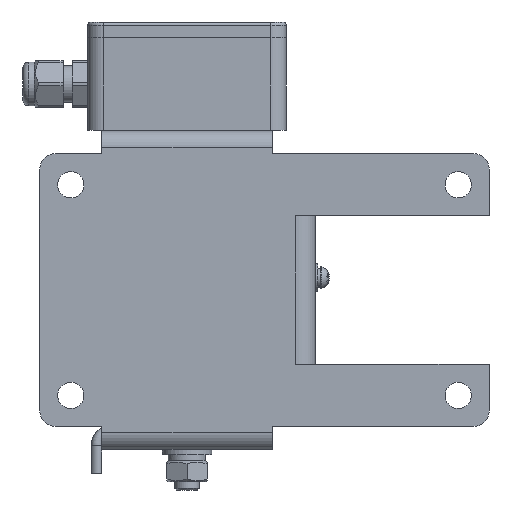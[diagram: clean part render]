
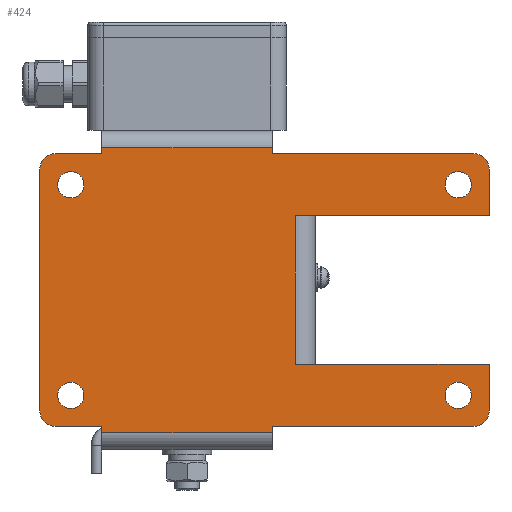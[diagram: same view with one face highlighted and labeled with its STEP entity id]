
A CAD part, front view. The second image highlights one B-rep face of the part: STEP entity #424.
In plain terms, the highlighted planar face has unit normal (0, -1, 0).
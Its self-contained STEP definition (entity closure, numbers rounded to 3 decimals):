
#424=ADVANCED_FACE('',(#1372,#1374,#1376,#1378,#1380),#1382,.T.);
#1372=FACE_BOUND('',#1373,.T.);
#1373=EDGE_LOOP('',(#17531));
#1374=FACE_BOUND('',#1375,.T.);
#1375=EDGE_LOOP('',(#17532));
#1376=FACE_BOUND('',#1377,.T.);
#1377=EDGE_LOOP('',(#17533));
#1378=FACE_BOUND('',#1379,.T.);
#1379=EDGE_LOOP('',(#17534));
#1380=FACE_OUTER_BOUND('',#1381,.T.);
#1381=EDGE_LOOP('',(#17535,#17536,#17537,#17538,#17539,#17540,#17541,#17542,#17543,
#17544,#17545,#17546,#17547,#17548,#17549,#17550,#17551,#17552,#17553,#17554));
#1382=PLANE('',#1383);
#1383=AXIS2_PLACEMENT_3D('',#1384,#1385,#1386);
#1384=CARTESIAN_POINT('',(-87.,0.,-5.55));
#1385=DIRECTION('',(0.,-1.,0.));
#1386=DIRECTION('',(0.,0.,-1.));
#17531=ORIENTED_EDGE('',*,*,#21649,.T.);
#17532=ORIENTED_EDGE('',*,*,#21650,.T.);
#17533=ORIENTED_EDGE('',*,*,#21651,.T.);
#17534=ORIENTED_EDGE('',*,*,#21652,.T.);
#17535=ORIENTED_EDGE('',*,*,#21618,.F.);
#17536=ORIENTED_EDGE('',*,*,#21653,.T.);
#17537=ORIENTED_EDGE('',*,*,#21654,.F.);
#17538=ORIENTED_EDGE('',*,*,#21655,.F.);
#17539=ORIENTED_EDGE('',*,*,#21656,.T.);
#17540=ORIENTED_EDGE('',*,*,#21657,.T.);
#17541=ORIENTED_EDGE('',*,*,#21658,.F.);
#17542=ORIENTED_EDGE('',*,*,#21659,.T.);
#17543=ORIENTED_EDGE('',*,*,#21660,.T.);
#17544=ORIENTED_EDGE('',*,*,#21661,.F.);
#17545=ORIENTED_EDGE('',*,*,#21662,.T.);
#17546=ORIENTED_EDGE('',*,*,#21663,.F.);
#17547=ORIENTED_EDGE('',*,*,#21664,.T.);
#17548=ORIENTED_EDGE('',*,*,#21665,.T.);
#17549=ORIENTED_EDGE('',*,*,#21666,.T.);
#17550=ORIENTED_EDGE('',*,*,#21667,.T.);
#17551=ORIENTED_EDGE('',*,*,#21668,.T.);
#17552=ORIENTED_EDGE('',*,*,#21669,.F.);
#17553=ORIENTED_EDGE('',*,*,#21670,.F.);
#17554=ORIENTED_EDGE('',*,*,#21671,.T.);
#21618=EDGE_CURVE('',#23656,#23657,#23658,.F.);
#21649=EDGE_CURVE('',#23712,#23712,#23713,.F.);
#21650=EDGE_CURVE('',#23714,#23714,#23715,.F.);
#21651=EDGE_CURVE('',#23716,#23716,#23717,.F.);
#21652=EDGE_CURVE('',#23718,#23718,#23719,.F.);
#21653=EDGE_CURVE('',#23656,#23720,#23721,.F.);
#21654=EDGE_CURVE('',#23722,#23720,#23723,.T.);
#21655=EDGE_CURVE('',#23724,#23722,#23725,.T.);
#21656=EDGE_CURVE('',#23724,#23726,#23727,.F.);
#21657=EDGE_CURVE('',#23726,#23728,#23729,.F.);
#21658=EDGE_CURVE('',#23730,#23728,#23731,.T.);
#21659=EDGE_CURVE('',#23730,#23732,#23733,.F.);
#21660=EDGE_CURVE('',#23732,#23734,#23735,.F.);
#21661=EDGE_CURVE('',#23736,#23734,#23737,.T.);
#21662=EDGE_CURVE('',#23736,#23738,#23739,.T.);
#21663=EDGE_CURVE('',#23740,#23738,#23741,.T.);
#21664=EDGE_CURVE('',#23740,#23742,#23743,.F.);
#21665=EDGE_CURVE('',#23742,#23744,#23745,.F.);
#21666=EDGE_CURVE('',#23744,#23746,#23747,.T.);
#21667=EDGE_CURVE('',#23746,#23748,#23749,.F.);
#21668=EDGE_CURVE('',#23748,#23750,#23751,.F.);
#21669=EDGE_CURVE('',#23752,#23750,#23753,.F.);
#21670=EDGE_CURVE('',#23754,#23752,#23755,.T.);
#21671=EDGE_CURVE('',#23754,#23657,#23756,.F.);
#23656=VERTEX_POINT('',#27117);
#23657=VERTEX_POINT('',#27118);
#23658=LINE('',#27119,#27120);
#23712=VERTEX_POINT('',#27245);
#23713=CIRCLE('',#27246,4.25);
#23714=VERTEX_POINT('',#27250);
#23715=CIRCLE('',#27251,4.25);
#23716=VERTEX_POINT('',#27255);
#23717=CIRCLE('',#27256,4.25);
#23718=VERTEX_POINT('',#27260);
#23719=CIRCLE('',#27261,4.25);
#23720=VERTEX_POINT('',#27265);
#23721=LINE('',#27266,#27267);
#23722=VERTEX_POINT('',#27269);
#23723=LINE('',#27270,#27271);
#23724=VERTEX_POINT('',#27273);
#23725=CIRCLE('',#27274,5.);
#23726=VERTEX_POINT('',#27278);
#23727=LINE('',#27279,#27280);
#23728=VERTEX_POINT('',#27282);
#23729=LINE('',#27283,#27284);
#23730=VERTEX_POINT('',#27286);
#23731=LINE('',#27287,#27288);
#23732=VERTEX_POINT('',#27290);
#23733=LINE('',#27291,#27292);
#23734=VERTEX_POINT('',#27294);
#23735=LINE('',#27295,#27296);
#23736=VERTEX_POINT('',#27298);
#23737=CIRCLE('',#27299,5.);
#23738=VERTEX_POINT('',#27303);
#23739=LINE('',#27304,#27305);
#23740=VERTEX_POINT('',#27307);
#23741=CIRCLE('',#27308,5.);
#23742=VERTEX_POINT('',#27312);
#23743=LINE('',#27313,#27314);
#23744=VERTEX_POINT('',#27316);
#23745=LINE('',#27317,#27318);
#23746=VERTEX_POINT('',#27320);
#23747=LINE('',#27321,#27322);
#23748=VERTEX_POINT('',#27324);
#23749=LINE('',#27325,#27326);
#23750=VERTEX_POINT('',#27328);
#23751=LINE('',#27329,#27330);
#23752=VERTEX_POINT('',#27332);
#23753=CIRCLE('',#27333,5.);
#23754=VERTEX_POINT('',#27337);
#23755=LINE('',#27338,#27339);
#23756=LINE('',#27341,#27342);
#27117=CARTESIAN_POINT('',(-4.55,0.,-27.5));
#27118=CARTESIAN_POINT('',(-4.55,0.,-75.5));
#27119=CARTESIAN_POINT('',(-4.55,0.,-75.5));
#27120=VECTOR('',#27121,1.);
#27121=DIRECTION('',(0.,0.,1.));
#27245=CARTESIAN_POINT('',(-77.,0.,-89.75));
#27246=AXIS2_PLACEMENT_3D('',#27247,#27248,#27249);
#27247=CARTESIAN_POINT('',(-77.,0.,-85.5));
#27248=DIRECTION('',(0.,-1.,0.));
#27249=DIRECTION('',(0.,0.,-1.));
#27250=CARTESIAN_POINT('',(-77.,0.,-21.75));
#27251=AXIS2_PLACEMENT_3D('',#27252,#27253,#27254);
#27252=CARTESIAN_POINT('',(-77.,0.,-17.5));
#27253=DIRECTION('',(0.,-1.,0.));
#27254=DIRECTION('',(0.,0.,-1.));
#27255=CARTESIAN_POINT('',(48.,0.,-89.75));
#27256=AXIS2_PLACEMENT_3D('',#27257,#27258,#27259);
#27257=CARTESIAN_POINT('',(48.,0.,-85.5));
#27258=DIRECTION('',(0.,-1.,0.));
#27259=DIRECTION('',(0.,0.,-1.));
#27260=CARTESIAN_POINT('',(48.,0.,-21.75));
#27261=AXIS2_PLACEMENT_3D('',#27262,#27263,#27264);
#27262=CARTESIAN_POINT('',(48.,0.,-17.5));
#27263=DIRECTION('',(0.,-1.,0.));
#27264=DIRECTION('',(0.,0.,-1.));
#27265=CARTESIAN_POINT('',(58.,0.,-27.5));
#27266=CARTESIAN_POINT('',(58.,0.,-27.5));
#27267=VECTOR('',#27268,1.);
#27268=DIRECTION('',(-1.,0.,0.));
#27269=CARTESIAN_POINT('',(58.,0.,-12.5));
#27270=CARTESIAN_POINT('',(58.,0.,-12.5));
#27271=VECTOR('',#27272,1.);
#27272=DIRECTION('',(0.,0.,-1.));
#27273=CARTESIAN_POINT('',(53.,0.,-7.5));
#27274=AXIS2_PLACEMENT_3D('',#27275,#27276,#27277);
#27275=CARTESIAN_POINT('',(53.,0.,-12.5));
#27276=DIRECTION('',(0.,1.,0.));
#27277=DIRECTION('',(0.,0.,1.));
#27278=CARTESIAN_POINT('',(-12.,0.,-7.5));
#27279=CARTESIAN_POINT('',(-12.,0.,-7.5));
#27280=VECTOR('',#27281,1.);
#27281=DIRECTION('',(1.,0.,0.));
#27282=CARTESIAN_POINT('',(-12.,0.,-5.55));
#27283=CARTESIAN_POINT('',(-12.,0.,-5.55));
#27284=VECTOR('',#27285,1.);
#27285=DIRECTION('',(0.,0.,-1.));
#27286=CARTESIAN_POINT('',(-67.,0.,-5.55));
#27287=CARTESIAN_POINT('',(-67.,0.,-5.55));
#27288=VECTOR('',#27289,1.);
#27289=DIRECTION('',(1.,0.,0.));
#27290=CARTESIAN_POINT('',(-67.,0.,-7.5));
#27291=CARTESIAN_POINT('',(-67.,0.,-7.5));
#27292=VECTOR('',#27293,1.);
#27293=DIRECTION('',(0.,0.,1.));
#27294=CARTESIAN_POINT('',(-82.,0.,-7.5));
#27295=CARTESIAN_POINT('',(-82.,0.,-7.5));
#27296=VECTOR('',#27297,1.);
#27297=DIRECTION('',(1.,0.,0.));
#27298=CARTESIAN_POINT('',(-87.,0.,-12.5));
#27299=AXIS2_PLACEMENT_3D('',#27300,#27301,#27302);
#27300=CARTESIAN_POINT('',(-82.,0.,-12.5));
#27301=DIRECTION('',(0.,1.,0.));
#27302=DIRECTION('',(-1.,0.,0.));
#27303=CARTESIAN_POINT('',(-87.,0.,-90.5));
#27304=CARTESIAN_POINT('',(-87.,0.,-12.5));
#27305=VECTOR('',#27306,1.);
#27306=DIRECTION('',(0.,0.,-1.));
#27307=CARTESIAN_POINT('',(-82.,0.,-95.5));
#27308=AXIS2_PLACEMENT_3D('',#27309,#27310,#27311);
#27309=CARTESIAN_POINT('',(-82.,0.,-90.5));
#27310=DIRECTION('',(0.,1.,0.));
#27311=DIRECTION('',(0.,0.,-1.));
#27312=CARTESIAN_POINT('',(-67.,0.,-95.5));
#27313=CARTESIAN_POINT('',(-67.,0.,-95.5));
#27314=VECTOR('',#27315,1.);
#27315=DIRECTION('',(-1.,0.,0.));
#27316=CARTESIAN_POINT('',(-67.,0.,-97.45));
#27317=CARTESIAN_POINT('',(-67.,0.,-97.45));
#27318=VECTOR('',#27319,1.);
#27319=DIRECTION('',(0.,0.,1.));
#27320=CARTESIAN_POINT('',(-12.,0.,-97.45));
#27321=CARTESIAN_POINT('',(-67.,0.,-97.45));
#27322=VECTOR('',#27323,1.);
#27323=DIRECTION('',(1.,0.,0.));
#27324=CARTESIAN_POINT('',(-12.,0.,-95.5));
#27325=CARTESIAN_POINT('',(-12.,0.,-95.5));
#27326=VECTOR('',#27327,1.);
#27327=DIRECTION('',(0.,0.,-1.));
#27328=CARTESIAN_POINT('',(53.,0.,-95.5));
#27329=CARTESIAN_POINT('',(53.,0.,-95.5));
#27330=VECTOR('',#27331,1.);
#27331=DIRECTION('',(-1.,0.,0.));
#27332=CARTESIAN_POINT('',(58.,0.,-90.5));
#27333=AXIS2_PLACEMENT_3D('',#27334,#27335,#27336);
#27334=CARTESIAN_POINT('',(53.,0.,-90.5));
#27335=DIRECTION('',(0.,-1.,0.));
#27336=DIRECTION('',(0.,0.,-1.));
#27337=CARTESIAN_POINT('',(58.,0.,-75.5));
#27338=CARTESIAN_POINT('',(58.,0.,-75.5));
#27339=VECTOR('',#27340,1.);
#27340=DIRECTION('',(0.,0.,-1.));
#27341=CARTESIAN_POINT('',(-4.55,0.,-75.5));
#27342=VECTOR('',#27343,1.);
#27343=DIRECTION('',(1.,0.,0.));
